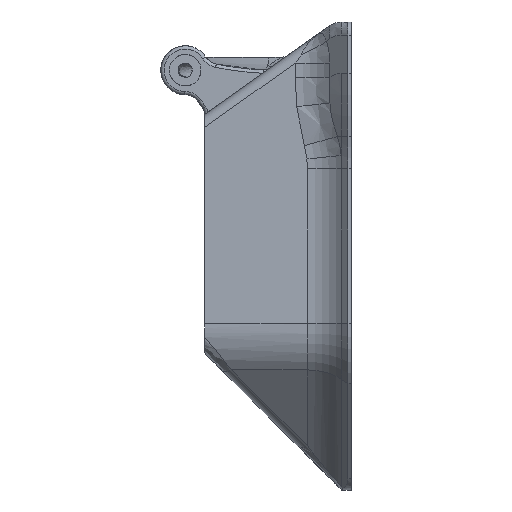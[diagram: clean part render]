
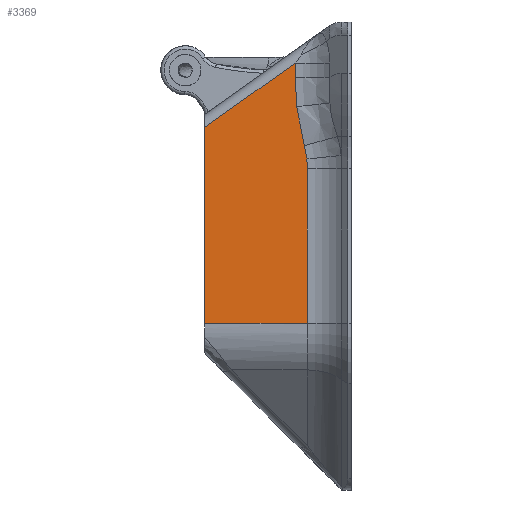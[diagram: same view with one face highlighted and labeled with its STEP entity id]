
A CAD part, front view. The second image highlights one B-rep face of the part: STEP entity #3369.
In plain terms, the highlighted planar face has unit normal (0, -1, 0).
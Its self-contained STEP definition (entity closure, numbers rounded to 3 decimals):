
#232=B_SPLINE_CURVE_WITH_KNOTS('',3,(#8132,#8133,#8134,#8135,#8136),
 .UNSPECIFIED.,.F.,.F.,(4,1,4),(-0.42,-0.18,0.),
 .UNSPECIFIED.);
#233=B_SPLINE_CURVE_WITH_KNOTS('',3,(#8138,#8139,#8140,#8141,#8142),
 .UNSPECIFIED.,.F.,.F.,(4,1,4),(-1.217,-0.522,0.),
 .UNSPECIFIED.);
#234=B_SPLINE_CURVE_WITH_KNOTS('',3,(#8144,#8145,#8146,#8147),
 .UNSPECIFIED.,.F.,.F.,(4,4),(-0.908,0.),.UNSPECIFIED.);
#443=CIRCLE('',#3712,29.372);
#619=FACE_OUTER_BOUND('',#831,.T.);
#831=EDGE_LOOP('',(#2975,#2976,#2977,#2978,#2979,#2980,#2981,#2982,#2983));
#925=LINE('',#5337,#1117);
#1047=LINE('',#8112,#1239);
#1048=LINE('',#8128,#1240);
#1049=LINE('',#8148,#1241);
#1050=LINE('',#8149,#1242);
#1117=VECTOR('',#3956,10.);
#1239=VECTOR('',#4500,10.);
#1240=VECTOR('',#4505,10.);
#1241=VECTOR('',#4508,10.);
#1242=VECTOR('',#4509,10.);
#1398=VERTEX_POINT('',#5334);
#1399=VERTEX_POINT('',#5336);
#1599=VERTEX_POINT('',#8111);
#1601=VERTEX_POINT('',#8126);
#1602=VERTEX_POINT('',#8127);
#1603=VERTEX_POINT('',#8129);
#1604=VERTEX_POINT('',#8131);
#1605=VERTEX_POINT('',#8137);
#1606=VERTEX_POINT('',#8143);
#1745=EDGE_CURVE('',#1398,#1399,#925,.T.);
#2077=EDGE_CURVE('',#1399,#1599,#1047,.T.);
#2080=EDGE_CURVE('',#1601,#1602,#1048,.T.);
#2081=EDGE_CURVE('',#1603,#1601,#443,.T.);
#2082=EDGE_CURVE('',#1604,#1603,#232,.T.);
#2083=EDGE_CURVE('',#1605,#1604,#233,.T.);
#2084=EDGE_CURVE('',#1606,#1605,#234,.T.);
#2085=EDGE_CURVE('',#1599,#1606,#1049,.T.);
#2086=EDGE_CURVE('',#1602,#1398,#1050,.T.);
#2975=ORIENTED_EDGE('',*,*,#2080,.F.);
#2976=ORIENTED_EDGE('',*,*,#2081,.F.);
#2977=ORIENTED_EDGE('',*,*,#2082,.F.);
#2978=ORIENTED_EDGE('',*,*,#2083,.F.);
#2979=ORIENTED_EDGE('',*,*,#2084,.F.);
#2980=ORIENTED_EDGE('',*,*,#2085,.F.);
#2981=ORIENTED_EDGE('',*,*,#2077,.F.);
#2982=ORIENTED_EDGE('',*,*,#1745,.F.);
#2983=ORIENTED_EDGE('',*,*,#2086,.F.);
#3198=PLANE('',#3711);
#3369=ADVANCED_FACE('',(#619),#3198,.T.);
#3711=AXIS2_PLACEMENT_3D('',#8125,#4503,#4504);
#3712=AXIS2_PLACEMENT_3D('',#8130,#4506,#4507);
#3956=DIRECTION('',(0.,0.,1.));
#4500=DIRECTION('',(0.815,0.,0.58));
#4503=DIRECTION('center_axis',(0.,-1.,0.));
#4504=DIRECTION('ref_axis',(0.,0.,-1.));
#4505=DIRECTION('',(0.,0.,-1.));
#4506=DIRECTION('center_axis',(0.,1.,0.));
#4507=DIRECTION('ref_axis',(1.,0.,0.));
#4508=DIRECTION('',(0.,0.,-1.));
#4509=DIRECTION('',(-1.,0.,0.));
#5334=CARTESIAN_POINT('',(58.035,-7.4,9.702));
#5336=CARTESIAN_POINT('',(58.035,-7.4,69.903));
#5337=CARTESIAN_POINT('',(58.035,-7.4,6.639));
#8111=CARTESIAN_POINT('',(85.822,-7.4,89.665));
#8112=CARTESIAN_POINT('',(82.793,-7.4,87.511));
#8125=CARTESIAN_POINT('Origin',(72.035,-7.4,72.279));
#8126=CARTESIAN_POINT('',(89.522,-7.4,57.237));
#8127=CARTESIAN_POINT('',(89.522,-7.4,9.702));
#8128=CARTESIAN_POINT('',(89.522,-7.4,61.815));
#8129=CARTESIAN_POINT('',(89.372,-7.4,60.203));
#8130=CARTESIAN_POINT('Origin',(60.149,-7.4,57.237));
#8131=CARTESIAN_POINT('',(88.628,-7.4,64.333));
#8132=CARTESIAN_POINT('Ctrl Pts',(88.628,-7.4,64.333));
#8133=CARTESIAN_POINT('Ctrl Pts',(88.838,-7.4,63.56));
#8134=CARTESIAN_POINT('Ctrl Pts',(89.126,-7.4,62.188));
#8135=CARTESIAN_POINT('Ctrl Pts',(89.311,-7.4,60.8));
#8136=CARTESIAN_POINT('Ctrl Pts',(89.372,-7.4,60.203));
#8137=CARTESIAN_POINT('',(86.309,-7.4,76.272));
#8138=CARTESIAN_POINT('Ctrl Pts',(86.309,-7.4,76.272));
#8139=CARTESIAN_POINT('Ctrl Pts',(86.566,-7.4,73.967));
#8140=CARTESIAN_POINT('Ctrl Pts',(87.21,-7.4,69.956));
#8141=CARTESIAN_POINT('Ctrl Pts',(88.173,-7.4,66.011));
#8142=CARTESIAN_POINT('Ctrl Pts',(88.628,-7.4,64.333));
#8143=CARTESIAN_POINT('',(85.822,-7.4,85.336));
#8144=CARTESIAN_POINT('Ctrl Pts',(85.822,-7.4,85.336));
#8145=CARTESIAN_POINT('Ctrl Pts',(85.822,-7.4,82.309));
#8146=CARTESIAN_POINT('Ctrl Pts',(85.973,-7.4,79.28));
#8147=CARTESIAN_POINT('Ctrl Pts',(86.309,-7.4,76.272));
#8148=CARTESIAN_POINT('',(85.822,-7.4,79.379));
#8149=CARTESIAN_POINT('',(87.535,-7.4,9.702));
